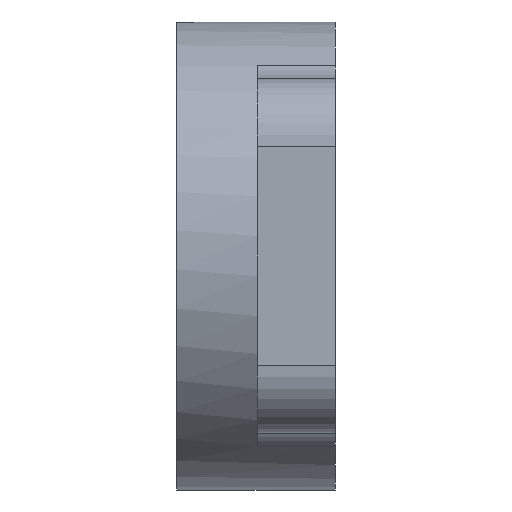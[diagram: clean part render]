
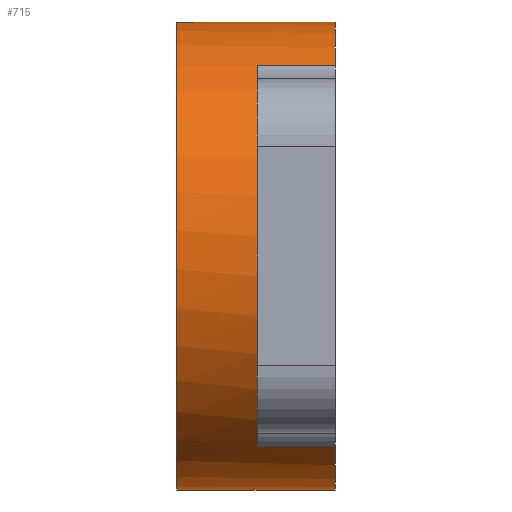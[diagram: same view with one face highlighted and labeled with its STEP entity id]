
A CAD part, front view. The second image highlights one B-rep face of the part: STEP entity #715.
In plain terms, the highlighted cylindrical face has radius 12 mm (diameter 24 mm), a full revolution.
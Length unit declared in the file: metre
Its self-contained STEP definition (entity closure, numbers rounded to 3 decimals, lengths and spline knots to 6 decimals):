
#18=CYLINDRICAL_SURFACE('',#806,0.012);
#47=LINE('',#1208,#75);
#48=LINE('',#1212,#76);
#49=LINE('',#1213,#77);
#50=LINE('',#1217,#78);
#75=VECTOR('',#962,1.);
#76=VECTOR('',#965,1.);
#77=VECTOR('',#966,1.);
#78=VECTOR('',#969,1.);
#132=ORIENTED_EDGE('',*,*,#308,.T.);
#133=ORIENTED_EDGE('',*,*,#283,.F.);
#134=ORIENTED_EDGE('',*,*,#309,.T.);
#135=ORIENTED_EDGE('',*,*,#310,.F.);
#136=ORIENTED_EDGE('',*,*,#311,.T.);
#137=ORIENTED_EDGE('',*,*,#291,.F.);
#138=ORIENTED_EDGE('',*,*,#312,.T.);
#139=ORIENTED_EDGE('',*,*,#313,.F.);
#140=ORIENTED_EDGE('',*,*,#314,.T.);
#283=EDGE_CURVE('',#371,#372,#441,.T.);
#291=EDGE_CURVE('',#379,#380,#446,.T.);
#308=EDGE_CURVE('',#396,#396,#462,.T.);
#309=EDGE_CURVE('',#371,#397,#47,.T.);
#310=EDGE_CURVE('',#398,#397,#463,.T.);
#311=EDGE_CURVE('',#398,#380,#48,.F.);
#312=EDGE_CURVE('',#379,#399,#49,.T.);
#313=EDGE_CURVE('',#400,#399,#464,.T.);
#314=EDGE_CURVE('',#400,#372,#50,.F.);
#371=VERTEX_POINT('',#1150);
#372=VERTEX_POINT('',#1152);
#379=VERTEX_POINT('',#1166);
#380=VERTEX_POINT('',#1168);
#396=VERTEX_POINT('',#1207);
#397=VERTEX_POINT('',#1209);
#398=VERTEX_POINT('',#1211);
#399=VERTEX_POINT('',#1214);
#400=VERTEX_POINT('',#1216);
#441=CIRCLE('',#780,0.012);
#446=CIRCLE('',#785,0.012);
#462=CIRCLE('',#807,0.012);
#463=CIRCLE('',#808,0.012);
#464=CIRCLE('',#809,0.012);
#513=EDGE_LOOP('',(#132));
#514=EDGE_LOOP('',(#133,#134,#135,#136,#137,#138,#139,#140));
#611=FACE_BOUND('',#513,.T.);
#612=FACE_BOUND('',#514,.T.);
#715=ADVANCED_FACE('',(#611,#612),#18,.T.);
#780=AXIS2_PLACEMENT_3D('',#1151,#902,#903);
#785=AXIS2_PLACEMENT_3D('',#1167,#915,#916);
#806=AXIS2_PLACEMENT_3D('',#1205,#958,#959);
#807=AXIS2_PLACEMENT_3D('',#1206,#960,#961);
#808=AXIS2_PLACEMENT_3D('',#1210,#963,#964);
#809=AXIS2_PLACEMENT_3D('',#1215,#967,#968);
#902=DIRECTION('',(1.,0.,0.));
#903=DIRECTION('',(0.,0.,-1.));
#915=DIRECTION('',(1.,0.,0.));
#916=DIRECTION('',(0.,0.,-1.));
#958=DIRECTION('',(-1.,0.,0.));
#959=DIRECTION('',(0.,0.,1.));
#960=DIRECTION('',(1.,0.,0.));
#961=DIRECTION('',(0.,0.,-1.));
#962=DIRECTION('',(-1.,0.,0.));
#963=DIRECTION('',(1.,0.,0.));
#964=DIRECTION('',(0.,0.,-1.));
#965=DIRECTION('',(-1.,0.,0.));
#966=DIRECTION('',(-1.,0.,0.));
#967=DIRECTION('',(1.,0.,0.));
#968=DIRECTION('',(0.,0.,-1.));
#969=DIRECTION('',(-1.,0.,0.));
#1150=CARTESIAN_POINT('',(-0.053492,-0.006989,-0.009755));
#1151=CARTESIAN_POINT('',(-0.053492,0.,0.));
#1152=CARTESIAN_POINT('',(-0.053492,0.006989,-0.009755));
#1166=CARTESIAN_POINT('',(-0.053492,0.006989,0.009755));
#1167=CARTESIAN_POINT('',(-0.053492,0.,0.));
#1168=CARTESIAN_POINT('',(-0.053492,-0.006989,0.009755));
#1205=CARTESIAN_POINT('',(0.300553,0.,0.));
#1206=CARTESIAN_POINT('',(-0.061609,0.,0.));
#1207=CARTESIAN_POINT('',(-0.061609,0.,-0.012));
#1208=CARTESIAN_POINT('',(0.300553,-0.006989,-0.009755));
#1209=CARTESIAN_POINT('',(-0.057492,-0.006989,-0.009755));
#1210=CARTESIAN_POINT('',(-0.057492,0.,0.));
#1211=CARTESIAN_POINT('',(-0.057492,-0.006989,0.009755));
#1212=CARTESIAN_POINT('',(0.300553,-0.006989,0.009755));
#1213=CARTESIAN_POINT('',(0.300553,0.006989,0.009755));
#1214=CARTESIAN_POINT('',(-0.057492,0.006989,0.009755));
#1215=CARTESIAN_POINT('',(-0.057492,0.,0.));
#1216=CARTESIAN_POINT('',(-0.057492,0.006989,-0.009755));
#1217=CARTESIAN_POINT('',(0.300553,0.006989,-0.009755));
